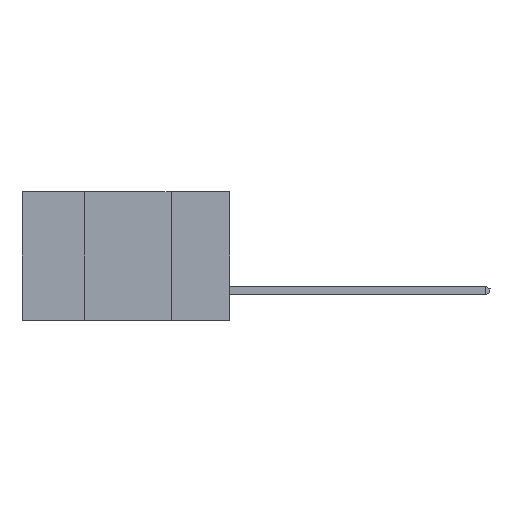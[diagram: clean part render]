
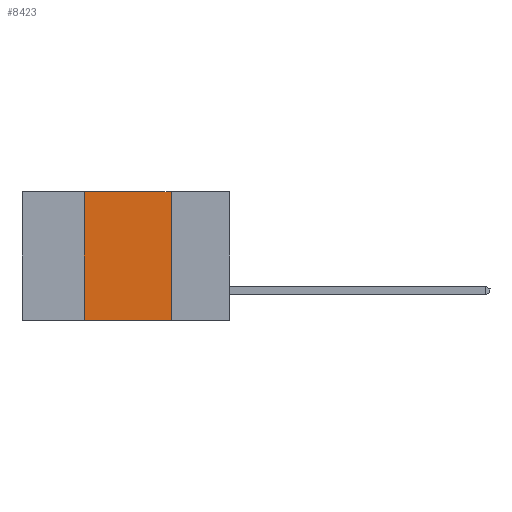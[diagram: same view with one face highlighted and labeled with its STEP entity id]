
A CAD part, left-side view. The second image highlights one B-rep face of the part: STEP entity #8423.
In plain terms, the highlighted planar face has unit normal (-1, 0, 0).
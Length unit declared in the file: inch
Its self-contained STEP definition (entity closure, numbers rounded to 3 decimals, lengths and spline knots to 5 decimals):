
#553 = ORIENTED_EDGE ( 'NONE', *, *, #4243, .F. ) ;
#604 = DIRECTION ( 'NONE',  ( 0., -1., 0. ) ) ;
#623 = ORIENTED_EDGE ( 'NONE', *, *, #10203, .F. ) ;
#858 = DIRECTION ( 'NONE',  ( 0., 0., -1. ) ) ;
#1163 = CARTESIAN_POINT ( 'NONE',  ( 0., 0.17, 0. ) ) ;
#1742 = EDGE_LOOP ( 'NONE', ( #11981, #553, #623, #8432 ) ) ;
#1749 = EDGE_CURVE ( 'NONE', #6054, #4089, #3710, .T. ) ;
#2643 = CARTESIAN_POINT ( 'NONE',  ( 0., 0.17, -0.37 ) ) ;
#2708 = CARTESIAN_POINT ( 'NONE',  ( 0., 0.17, -0.37 ) ) ;
#2997 = DIRECTION ( 'NONE',  ( 0., -1., 0. ) ) ;
#3159 = VECTOR ( 'NONE', #6385, 39.37008 ) ;
#3653 = VECTOR ( 'NONE', #4875, 39.37008 ) ;
#3710 = LINE ( 'NONE', #2708, #3159 ) ;
#3928 = CARTESIAN_POINT ( 'NONE',  ( 0., 0.6, 0. ) ) ;
#4018 = LINE ( 'NONE', #4937, #3653 ) ;
#4089 = VERTEX_POINT ( 'NONE', #2643 ) ;
#4243 = EDGE_CURVE ( 'NONE', #9565, #6054, #6542, .T. ) ;
#4875 = DIRECTION ( 'NONE',  ( 0., 0., 1. ) ) ;
#4937 = CARTESIAN_POINT ( 'NONE',  ( 0., 0.42, -0.37 ) ) ;
#5234 = VECTOR ( 'NONE', #604, 39.37008 ) ;
#5535 = PLANE ( 'NONE',  #9318 ) ;
#6054 = VERTEX_POINT ( 'NONE', #1163 ) ;
#6203 = VECTOR ( 'NONE', #2997, 39.37008 ) ;
#6222 = CARTESIAN_POINT ( 'NONE',  ( 0., 0.42, 0. ) ) ;
#6385 = DIRECTION ( 'NONE',  ( 0., 0., -1. ) ) ;
#6542 = LINE ( 'NONE', #3928, #6203 ) ;
#7301 = FACE_OUTER_BOUND ( 'NONE', #1742, .T. ) ;
#8423 = ADVANCED_FACE ( 'NONE', ( #7301 ), #5535, .F. ) ;
#8432 = ORIENTED_EDGE ( 'NONE', *, *, #9893, .T. ) ;
#9253 = CARTESIAN_POINT ( 'NONE',  ( 0., 0.42, -0.37 ) ) ;
#9265 = DIRECTION ( 'NONE',  ( 1., 0., 0. ) ) ;
#9318 = AXIS2_PLACEMENT_3D ( 'NONE', #9329, #9265, #858 ) ;
#9329 = CARTESIAN_POINT ( 'NONE',  ( 0., 0.6, 0. ) ) ;
#9565 = VERTEX_POINT ( 'NONE', #6222 ) ;
#9893 = EDGE_CURVE ( 'NONE', #10042, #4089, #10757, .T. ) ;
#10042 = VERTEX_POINT ( 'NONE', #9253 ) ;
#10203 = EDGE_CURVE ( 'NONE', #10042, #9565, #4018, .T. ) ;
#10757 = LINE ( 'NONE', #10815, #5234 ) ;
#10815 = CARTESIAN_POINT ( 'NONE',  ( 0., 0.6, -0.37 ) ) ;
#11981 = ORIENTED_EDGE ( 'NONE', *, *, #1749, .F. ) ;
